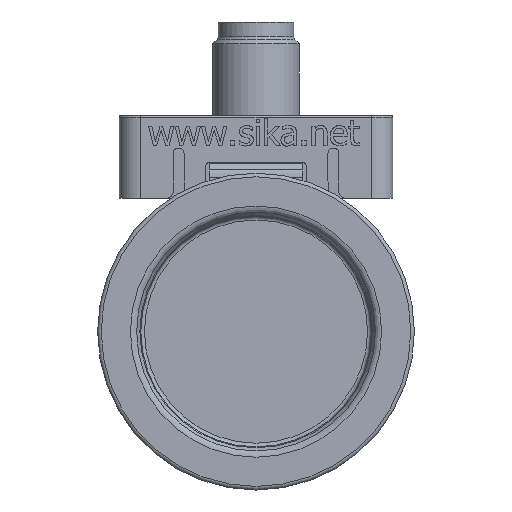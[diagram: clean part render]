
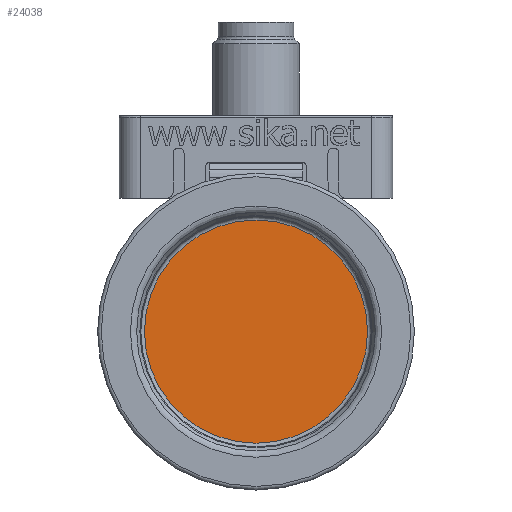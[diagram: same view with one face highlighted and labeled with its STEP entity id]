
A CAD part, left-side view. The second image highlights one B-rep face of the part: STEP entity #24038.
In plain terms, the highlighted planar face has unit normal (-1, 0, 0).
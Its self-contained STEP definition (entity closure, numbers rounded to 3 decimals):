
#5155=PLANE('',#25718);
#6326=FACE_OUTER_BOUND('',#7750,.T.);
#7750=EDGE_LOOP('',(#19580,#19581));
#8564=CIRCLE('',#24871,15.5);
#8569=CIRCLE('',#24876,15.5);
#10022=VERTEX_POINT('',#34289);
#10023=VERTEX_POINT('',#34290);
#12427=EDGE_CURVE('',#10022,#10023,#8564,.T.);
#12432=EDGE_CURVE('',#10023,#10022,#8569,.T.);
#19580=ORIENTED_EDGE('',*,*,#12427,.F.);
#19581=ORIENTED_EDGE('',*,*,#12432,.F.);
#24038=ADVANCED_FACE('',(#6326),#5155,.T.);
#24871=AXIS2_PLACEMENT_3D('',#34291,#26806,#26807);
#24876=AXIS2_PLACEMENT_3D('',#34299,#26816,#26817);
#25718=AXIS2_PLACEMENT_3D('',#41915,#29369,#29370);
#26806=DIRECTION('center_axis',(1.,0.,0.));
#26807=DIRECTION('ref_axis',(0.,1.,0.));
#26816=DIRECTION('center_axis',(1.,0.,0.));
#26817=DIRECTION('ref_axis',(0.,1.,0.));
#29369=DIRECTION('center_axis',(-1.,0.,0.));
#29370=DIRECTION('ref_axis',(0.,0.,-1.));
#34289=CARTESIAN_POINT('',(-36.75,-15.5,0.));
#34290=CARTESIAN_POINT('',(-36.75,0.,-15.5));
#34291=CARTESIAN_POINT('Origin',(-36.75,0.,0.));
#34299=CARTESIAN_POINT('Origin',(-36.75,0.,0.));
#41915=CARTESIAN_POINT('Origin',(-36.75,-12.75,0.));
